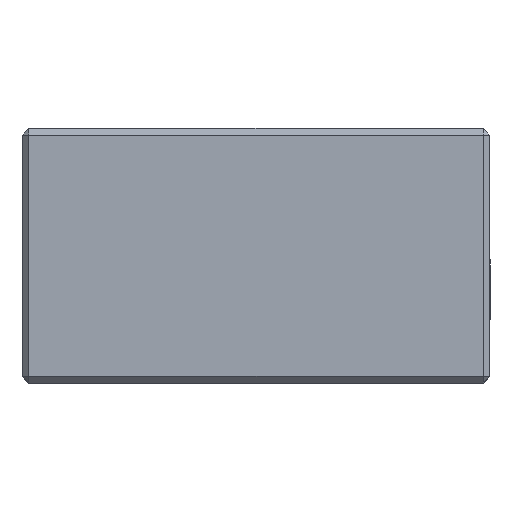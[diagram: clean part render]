
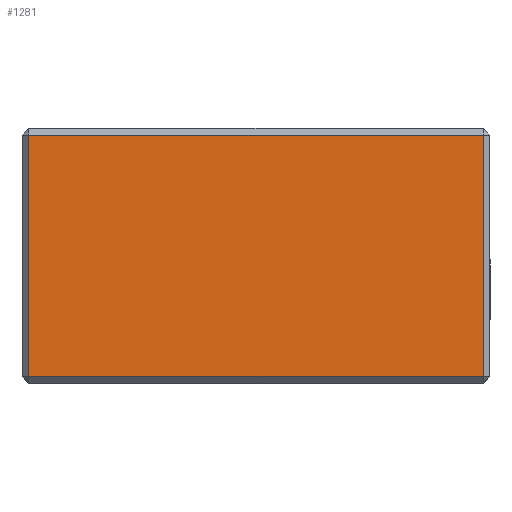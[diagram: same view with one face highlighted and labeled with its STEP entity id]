
A CAD part, top view. The second image highlights one B-rep face of the part: STEP entity #1281.
In plain terms, the highlighted planar face has unit normal (0, 0, 1).
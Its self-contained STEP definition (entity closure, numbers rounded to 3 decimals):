
#102 = CARTESIAN_POINT ( 'NONE',  ( -40., -7.3, 21.7 ) ) ;
#260 = ORIENTED_EDGE ( 'NONE', *, *, #4463, .T. ) ;
#372 = LINE ( 'NONE', #1796, #465 ) ;
#465 = VECTOR ( 'NONE', #2131, 1000. ) ;
#477 = VERTEX_POINT ( 'NONE', #3682 ) ;
#734 = LINE ( 'NONE', #3969, #906 ) ;
#769 = LINE ( 'NONE', #102, #3438 ) ;
#871 = CARTESIAN_POINT ( 'NONE',  ( -40., 0., 21.7 ) ) ;
#906 = VECTOR ( 'NONE', #3295, 1000. ) ;
#1040 = CARTESIAN_POINT ( 'NONE',  ( -39., -7.3, 21.7 ) ) ;
#1259 = VERTEX_POINT ( 'NONE', #1040 ) ;
#1281 = ADVANCED_FACE ( 'NONE', ( #1991 ), #3486, .T. ) ;
#1340 = DIRECTION ( 'NONE',  ( 0., 1., 0. ) ) ;
#1471 = EDGE_CURVE ( 'NONE', #2692, #3941, #372, .T. ) ;
#1631 = DIRECTION ( 'NONE',  ( 0., 0., 1. ) ) ;
#1796 = CARTESIAN_POINT ( 'NONE',  ( -40., 28.78, 21.7 ) ) ;
#1991 = FACE_OUTER_BOUND ( 'NONE', #4653, .T. ) ;
#2131 = DIRECTION ( 'NONE',  ( -1., 0., 0. ) ) ;
#2279 = CARTESIAN_POINT ( 'NONE',  ( -39., 28.78, 21.7 ) ) ;
#2282 = VECTOR ( 'NONE', #1340, 1000. ) ;
#2335 = ORIENTED_EDGE ( 'NONE', *, *, #1471, .T. ) ;
#2692 = VERTEX_POINT ( 'NONE', #3965 ) ;
#2711 = EDGE_CURVE ( 'NONE', #477, #2692, #3990, .T. ) ;
#2753 = DIRECTION ( 'NONE',  ( 1., 0., 0. ) ) ;
#3150 = CARTESIAN_POINT ( 'NONE',  ( 29., 0., 21.7 ) ) ;
#3295 = DIRECTION ( 'NONE',  ( 0., -1., 0. ) ) ;
#3438 = VECTOR ( 'NONE', #3670, 1000. ) ;
#3486 = PLANE ( 'NONE',  #3967 ) ;
#3670 = DIRECTION ( 'NONE',  ( 1., 0., 0. ) ) ;
#3682 = CARTESIAN_POINT ( 'NONE',  ( 29., -7.3, 21.7 ) ) ;
#3941 = VERTEX_POINT ( 'NONE', #2279 ) ;
#3965 = CARTESIAN_POINT ( 'NONE',  ( 29., 28.78, 21.7 ) ) ;
#3967 = AXIS2_PLACEMENT_3D ( 'NONE', #871, #1631, #2753 ) ;
#3969 = CARTESIAN_POINT ( 'NONE',  ( -39., -8.3, 21.7 ) ) ;
#3990 = LINE ( 'NONE', #3150, #2282 ) ;
#4047 = EDGE_CURVE ( 'NONE', #1259, #477, #769, .T. ) ;
#4136 = ORIENTED_EDGE ( 'NONE', *, *, #2711, .T. ) ;
#4172 = ORIENTED_EDGE ( 'NONE', *, *, #4047, .T. ) ;
#4463 = EDGE_CURVE ( 'NONE', #3941, #1259, #734, .T. ) ;
#4653 = EDGE_LOOP ( 'NONE', ( #2335, #260, #4172, #4136 ) ) ;
